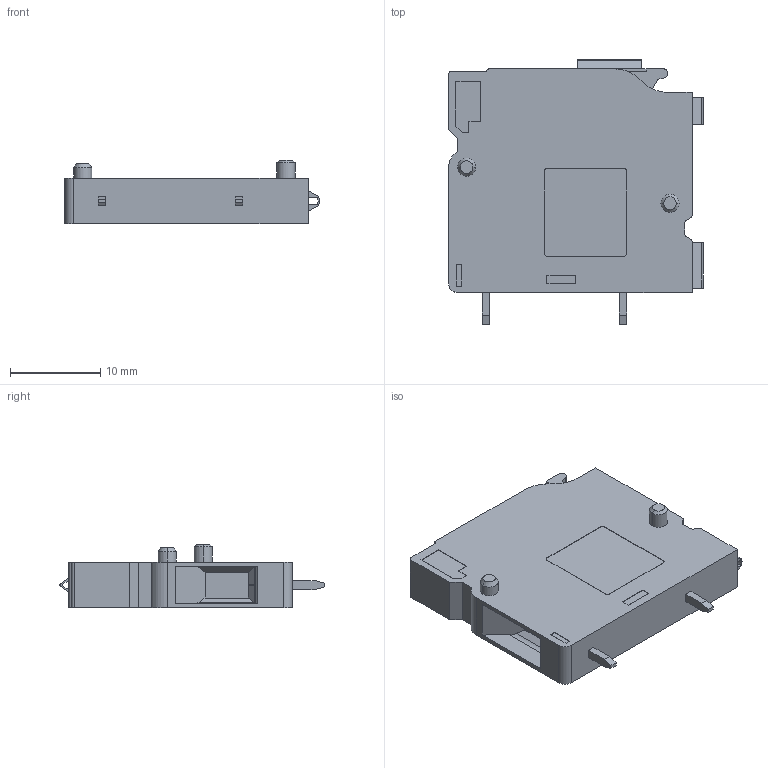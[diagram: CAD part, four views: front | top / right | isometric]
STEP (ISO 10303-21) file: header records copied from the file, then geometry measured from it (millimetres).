
FILE_DESCRIPTION((''),'2;1');
FILE_NAME('DSMT2_5-5_08-01P-14-00A_H_','2020-05-21T',('Administrator'),(''),'CREO PARAMETRIC BY PTC INC, 2015200','CREO PARAMETRIC BY PTC INC, 2015200','');
FILE_SCHEMA(('AUTOMOTIVE_DESIGN { 1 0 10303 214 1 1 1 1 }'));
Length unit declared in the file: millimetre
Products named in the file (1): DSMT2_5-5_08-01P-14-00A_H_
Bounding box: 28.25 x 29.3 x 7.08 mm (x, y, z)
Volume: 3098.1 mm3; surface area: 2499.2 mm2
Topology: 1 solids, 3 shells, 574 faces, 1661 edges, 1118 vertices
Faces by surface type: plane 495, cylinder 65, cone 13, bspline 1
Entity records: 18836 total; most frequent: CARTESIAN_POINT 3420, ORIENTED_EDGE 3322, DIRECTION 2987, EDGE_CURVE 1661, VECTOR 1461, LINE 1461, VERTEX_POINT 1118, AXIS2_PLACEMENT_3D 763
